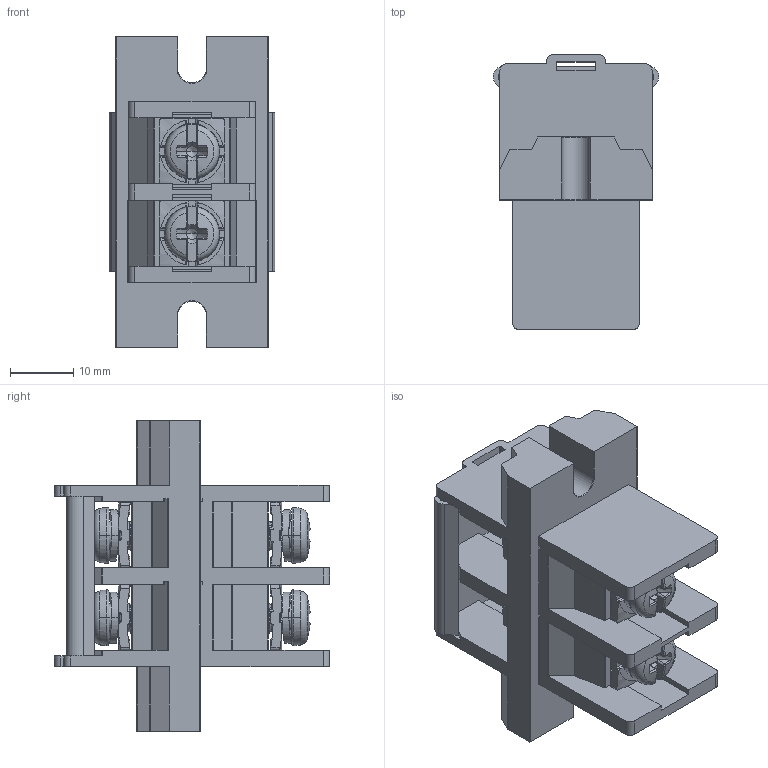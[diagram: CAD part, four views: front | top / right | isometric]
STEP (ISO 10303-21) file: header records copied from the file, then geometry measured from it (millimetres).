
FILE_DESCRIPTION((''),'2;1');
FILE_NAME('012','2023-04-25T',('Administrator'),(''),'PRO/ENGINEER BY PARAMETRIC TECHNOLOGY CORPORATION, 2013230','PRO/ENGINEER BY PARAMETRIC TECHNOLOGY CORPORATION, 2013230','');
FILE_SCHEMA(('CONFIG_CONTROL_DESIGN'));
Products named in the file (1): 012
Bounding box: 26.12 x 43.4 x 49 mm (x, y, z)
Volume: 16192.7 mm3; surface area: 15908.1 mm2
Topology: 9 solids, 9 shells, 1373 faces, 3780 edges, 2382 vertices
Faces by surface type: plane 497, cylinder 464, bspline 284, torus 52, sphere 40, cone 36
Entity records: 80196 total; most frequent: CARTESIAN_POINT 44177, ORIENTED_EDGE 7544, DIRECTION 6032, EDGE_CURVE 3772, VERTEX_POINT 2382, AXIS2_PLACEMENT_3D 2059, VECTOR 1914, LINE 1914
